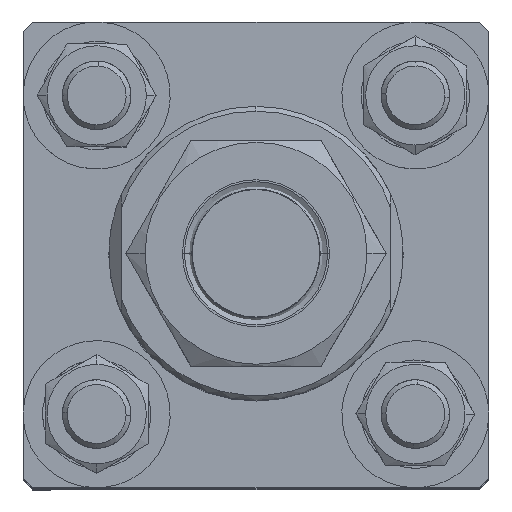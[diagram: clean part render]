
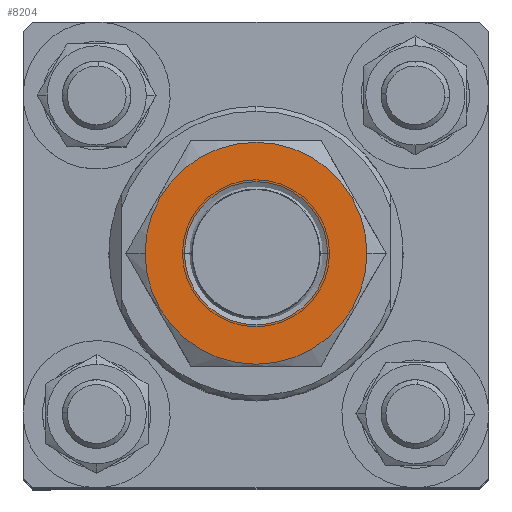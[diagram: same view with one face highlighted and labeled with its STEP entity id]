
A CAD part, top view. The second image highlights one B-rep face of the part: STEP entity #8204.
In plain terms, the highlighted planar face has unit normal (0, 0, 1).
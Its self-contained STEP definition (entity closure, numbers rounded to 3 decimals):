
#26 = CIRCLE ( 'NONE', #7017, 22.625 ) ;
#56 = EDGE_CURVE ( 'NONE', #2554, #2861, #8790, .T. ) ;
#163 = EDGE_CURVE ( 'NONE', #2861, #2554, #26, .T. ) ;
#245 = EDGE_CURVE ( 'NONE', #2590, #2803, #8564, .T. ) ;
#266 = EDGE_CURVE ( 'NONE', #2803, #2590, #8818, .T. ) ;
#310 = DIRECTION ( 'NONE',  ( -1., 0., 0. ) ) ;
#342 = CARTESIAN_POINT ( 'NONE',  ( 0., 0., 0. ) ) ;
#369 = DIRECTION ( 'NONE',  ( 0., 0., -1. ) ) ;
#1665 = CARTESIAN_POINT ( 'NONE',  ( 13.279, -23., 0. ) ) ;
#1670 = PLANE ( 'NONE',  #5983 ) ;
#1675 = DIRECTION ( 'NONE',  ( 0., 0., 1. ) ) ;
#1676 = DIRECTION ( 'NONE',  ( 1., 0., 0. ) ) ;
#2081 = CARTESIAN_POINT ( 'NONE',  ( -14.606, 0., 0. ) ) ;
#2243 = CARTESIAN_POINT ( 'NONE',  ( 22.625, 0., 0. ) ) ;
#2478 = ORIENTED_EDGE ( 'NONE', *, *, #245, .T. ) ;
#2554 = VERTEX_POINT ( 'NONE', #2243 ) ;
#2590 = VERTEX_POINT ( 'NONE', #2081 ) ;
#2803 = VERTEX_POINT ( 'NONE', #6579 ) ;
#2861 = VERTEX_POINT ( 'NONE', #6556 ) ;
#3389 = DIRECTION ( 'NONE',  ( 1., 0., 0. ) ) ;
#3403 = CARTESIAN_POINT ( 'NONE',  ( 0., 0., 0. ) ) ;
#3404 = DIRECTION ( 'NONE',  ( 0., 0., -1. ) ) ;
#3613 = ORIENTED_EDGE ( 'NONE', *, *, #56, .F. ) ;
#3616 = ORIENTED_EDGE ( 'NONE', *, *, #163, .F. ) ;
#3729 = ORIENTED_EDGE ( 'NONE', *, *, #266, .T. ) ;
#4303 = DIRECTION ( 'NONE',  ( -1., 0., 0. ) ) ;
#4305 = CARTESIAN_POINT ( 'NONE',  ( 0., 0., 0. ) ) ;
#4306 = DIRECTION ( 'NONE',  ( 0., 0., -1. ) ) ;
#4826 = DIRECTION ( 'NONE',  ( 0., 0., -1. ) ) ;
#4828 = CARTESIAN_POINT ( 'NONE',  ( 0., 0., 0. ) ) ;
#4982 = DIRECTION ( 'NONE',  ( 1., 0., 0. ) ) ;
#5983 = AXIS2_PLACEMENT_3D ( 'NONE', #1665, #1675, #1676 ) ;
#6556 = CARTESIAN_POINT ( 'NONE',  ( -22.625, 0., 0. ) ) ;
#6579 = CARTESIAN_POINT ( 'NONE',  ( 14.606, 0., 0. ) ) ;
#6892 = EDGE_LOOP ( 'NONE', ( #3616, #3613 ) ) ;
#6984 = EDGE_LOOP ( 'NONE', ( #3729, #2478 ) ) ;
#7017 = AXIS2_PLACEMENT_3D ( 'NONE', #4305, #4306, #4303 ) ;
#7052 = AXIS2_PLACEMENT_3D ( 'NONE', #342, #369, #310 ) ;
#7067 = AXIS2_PLACEMENT_3D ( 'NONE', #4828, #4826, #4982 ) ;
#7099 = AXIS2_PLACEMENT_3D ( 'NONE', #3403, #3404, #3389 ) ;
#7300 = FACE_OUTER_BOUND ( 'NONE', #6892, .T. ) ;
#7374 = FACE_BOUND ( 'NONE', #6984, .T. ) ;
#8204 = ADVANCED_FACE ( 'NONE', ( #7374, #7300 ), #1670, .T. ) ;
#8564 = CIRCLE ( 'NONE', #7067, 14.606 ) ;
#8790 = CIRCLE ( 'NONE', #7052, 22.625 ) ;
#8818 = CIRCLE ( 'NONE', #7099, 14.606 ) ;
